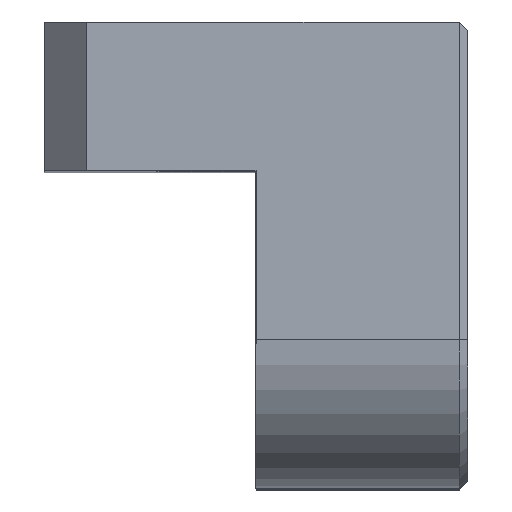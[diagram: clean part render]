
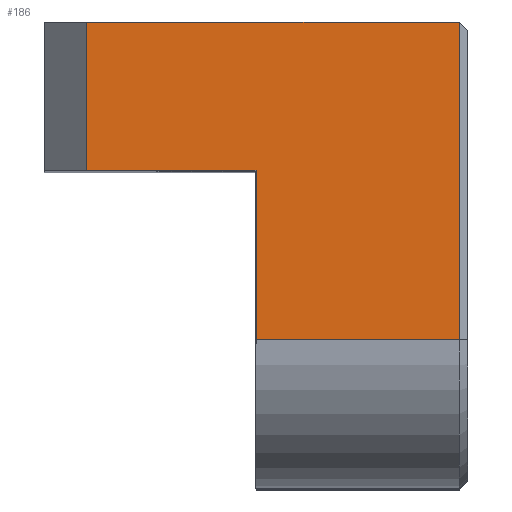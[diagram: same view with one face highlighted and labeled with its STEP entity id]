
A CAD part, top view. The second image highlights one B-rep face of the part: STEP entity #186.
In plain terms, the highlighted planar face has unit normal (0, 0, 1).
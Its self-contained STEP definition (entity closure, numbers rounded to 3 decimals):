
#48 = VERTEX_POINT('',#49);
#49 = CARTESIAN_POINT('',(-8.,-10.,410.));
#55 = EDGE_CURVE('',#48,#56,#58,.T.);
#56 = VERTEX_POINT('',#57);
#57 = CARTESIAN_POINT('',(9.6,-10.,410.));
#58 = LINE('',#59,#60);
#59 = CARTESIAN_POINT('',(-10.,-10.,410.));
#60 = VECTOR('',#61,1.);
#61 = DIRECTION('',(1.,0.,0.));
#186 = ADVANCED_FACE('',(#187),#228,.T.);
#187 = FACE_BOUND('',#188,.T.);
#188 = EDGE_LOOP('',(#189,#190,#198,#206,#214,#222));
#189 = ORIENTED_EDGE('',*,*,#55,.F.);
#190 = ORIENTED_EDGE('',*,*,#191,.F.);
#191 = EDGE_CURVE('',#192,#48,#194,.T.);
#192 = VERTEX_POINT('',#193);
#193 = CARTESIAN_POINT('',(-8.,-17.,410.));
#194 = LINE('',#195,#196);
#195 = CARTESIAN_POINT('',(-8.,-17.,410.));
#196 = VECTOR('',#197,1.);
#197 = DIRECTION('',(0.,1.,0.));
#198 = ORIENTED_EDGE('',*,*,#199,.F.);
#199 = EDGE_CURVE('',#200,#192,#202,.T.);
#200 = VERTEX_POINT('',#201);
#201 = CARTESIAN_POINT('',(0.,-17.,410.));
#202 = LINE('',#203,#204);
#203 = CARTESIAN_POINT('',(10.,-17.,410.));
#204 = VECTOR('',#205,1.);
#205 = DIRECTION('',(-1.,0.,0.));
#206 = ORIENTED_EDGE('',*,*,#207,.T.);
#207 = EDGE_CURVE('',#200,#208,#210,.T.);
#208 = VERTEX_POINT('',#209);
#209 = CARTESIAN_POINT('',(0.,-25.,410.));
#210 = LINE('',#211,#212);
#211 = CARTESIAN_POINT('',(0.,-17.,410.));
#212 = VECTOR('',#213,1.);
#213 = DIRECTION('',(0.,-1.,0.));
#214 = ORIENTED_EDGE('',*,*,#215,.F.);
#215 = EDGE_CURVE('',#216,#208,#218,.T.);
#216 = VERTEX_POINT('',#217);
#217 = CARTESIAN_POINT('',(9.6,-25.,410.));
#218 = LINE('',#219,#220);
#219 = CARTESIAN_POINT('',(10.,-25.,410.));
#220 = VECTOR('',#221,1.);
#221 = DIRECTION('',(-1.,-0.,-0.));
#222 = ORIENTED_EDGE('',*,*,#223,.F.);
#223 = EDGE_CURVE('',#56,#216,#224,.T.);
#224 = LINE('',#225,#226);
#225 = CARTESIAN_POINT('',(9.6,-10.,410.));
#226 = VECTOR('',#227,1.);
#227 = DIRECTION('',(0.,-1.,0.));
#228 = PLANE('',#229);
#229 = AXIS2_PLACEMENT_3D('',#230,#231,#232);
#230 = CARTESIAN_POINT('',(1.786,-19.214,410.));
#231 = DIRECTION('',(0.,0.,1.));
#232 = DIRECTION('',(1.,0.,0.));
